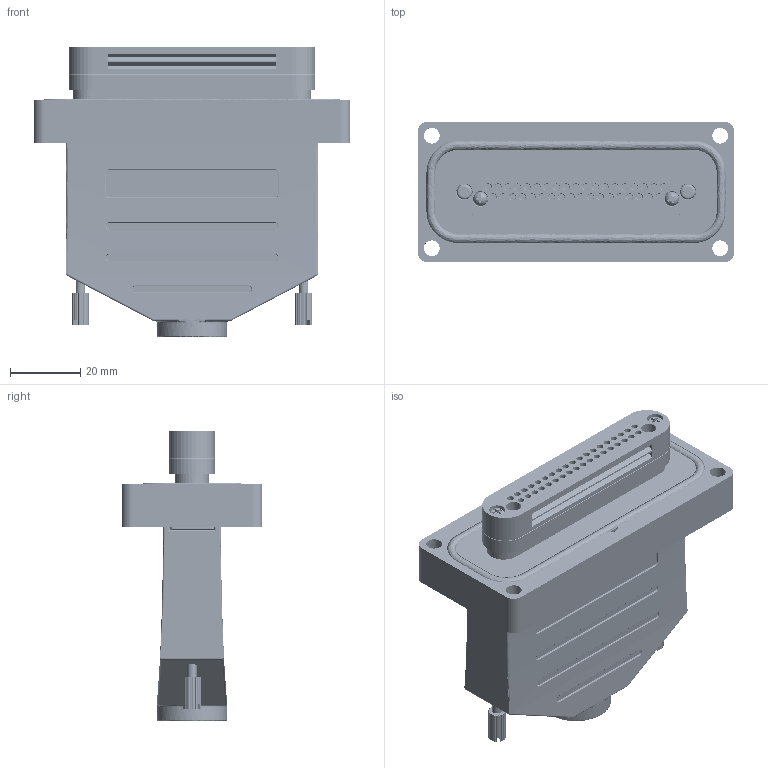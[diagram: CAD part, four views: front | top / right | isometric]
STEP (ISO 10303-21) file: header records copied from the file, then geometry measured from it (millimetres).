
FILE_DESCRIPTION (( 'STEP AP214' ), '1' );
FILE_NAME ('俋楷耀倰-Z-D-BP-1D37.STEP', '2024-08-14T03:40:06', ( '' ), ( '' ), 'SwSTEP 2.0', 'SolidWorks 2020', '' );
FILE_SCHEMA (( 'AUTOMOTIVE_DESIGN' ));
Length unit declared in the file: millimetre
Products named in the file (14): XF-D37; 俋楷耀倰-CFG-D1005; 俋楷耀倰-Z-D-BP-1D37; NDL-D10L13; 脣芛蹟隊-UNC #4-40-DB37; SCRW-M3; XF-D37-01; DB37脣芛; ĸͷ-DB37; UNC#4-40-12.7; 俋褲-DB37; 俋楷耀倰-FL-D-BP-1D37; XF-D37-02; 60X2.65-BP37
Assembly tree (88 placements, depth 3):
  俋楷耀倰-Z-D-BP-1D37
    俋楷耀倰-FL-D-BP-1D37
    NDL-D10L13  x37
    60X2.65-BP37
    XF-D37
      XF-D37-01
      XF-D37-02
      俋楷耀倰-CFG-D1005  x37
      SCRW-M3  x2
      UNC#4-40-12.7  x2
    DB37脣芛
      俋褲-DB37
      ĸͷ-DB37
      脣芛蹟隊-UNC #4-40-DB37  x2
Bounding box: 90 x 40 x 82.7 mm (x, y, z)
Volume: 107942.8 mm3; surface area: 52119.3 mm2
Topology: 87 solids, 87 shells, 2142 faces, 5698 edges, 3971 vertices
Faces by surface type: plane 807, cylinder 788, cone 256, torus 185, bspline 98, sphere 8
Full cylindrical faces by diameter (mm): 1 x74, 1.6 x37, 1.66 x37, 1.8 x74, 2.22 x37, 2.3 x32, 2.4 x39, 2.7 x2, 3 x40, 3.2 x2, 4 x2, 4.2 x2, 4.3 x4, 4.5 x6, 13 x1, 20 x1
Entity records: 66155 total; most frequent: CARTESIAN_POINT 34304, ORIENTED_EDGE 6416, DIRECTION 5819, EDGE_CURVE 3208, VERTEX_POINT 2629, AXIS2_PLACEMENT_3D 2267, EDGE_LOOP 1995, FACE_OUTER_BOUND 1401
